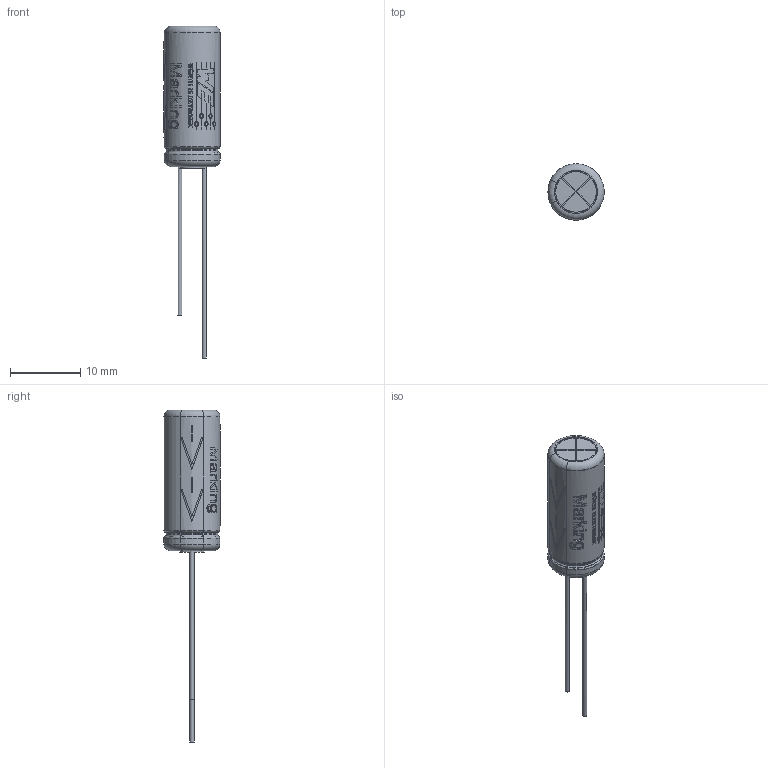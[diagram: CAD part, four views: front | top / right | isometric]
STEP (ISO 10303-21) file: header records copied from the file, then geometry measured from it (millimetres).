
FILE_DESCRIPTION(/* description */ ('Unknown'),/* implementation_level */ '2;1');
FILE_NAME(/* name */ '8x20x3.5x0.6',/* time_stamp */ '2020-04-15T15:46:01+02:00',/* author */ ('Unknown'),/* organization */ ('Unknown'),/* preprocessor_version */ 'ST-DEVELOPER v16.7',/* originating_system */ 'DEX',/* authorisation */ $);
FILE_SCHEMA (('AUTOMOTIVE_DESIGN {1 0 10303 214 3 1 1}'));
Length unit declared in the file: millimetre
Products named in the file (1): 8x20x3.5x0.6
Bounding box: 7.97 x 7.99 x 47.2 mm (x, y, z)
Volume: 992.5 mm3; surface area: 1801.5 mm2
Topology: 2 solids, 3 shells, 506 faces, 1290 edges, 855 vertices
Faces by surface type: plane 272, bspline 127, cylinder 83, torus 24
Full cylindrical faces by diameter (mm): 0.6 x2, 4.444 x1, 4.667 x1, 5.333 x1, 5.556 x1, 5.778 x2, 6.108 x2, 7.111 x1, 7.131 x1, 7.78 x2, 7.8 x2
Entity records: 24197 total; most frequent: CARTESIAN_POINT 9183, ORIENTED_EDGE 2494, DIRECTION 2021, EDGE_CURVE 1247, VERTEX_POINT 849, LINE 675, VECTOR 675, AXIS2_PLACEMENT_3D 673
